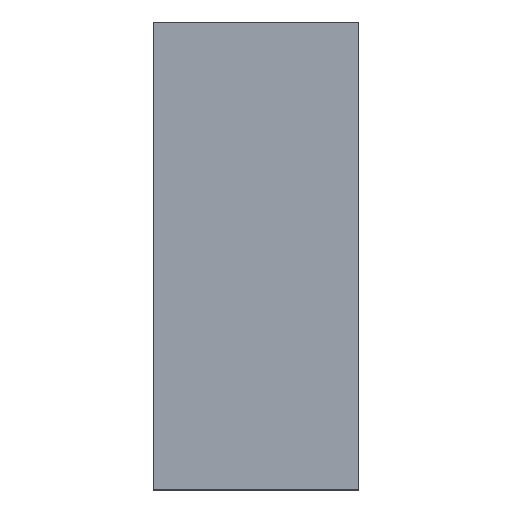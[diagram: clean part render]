
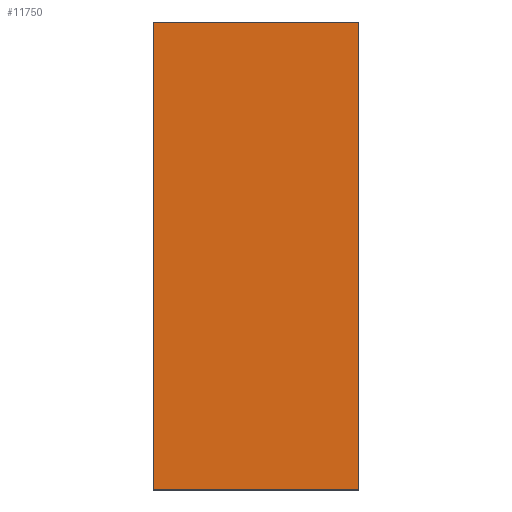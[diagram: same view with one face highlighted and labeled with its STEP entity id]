
A CAD part, top view. The second image highlights one B-rep face of the part: STEP entity #11750.
In plain terms, the highlighted planar face has unit normal (0, 0, 1).
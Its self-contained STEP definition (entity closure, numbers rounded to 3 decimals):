
#878=PLANE('',#13542);
#1540=FACE_OUTER_BOUND('',#2367,.T.);
#2367=EDGE_LOOP('',(#10553,#10554,#10555,#10556));
#3906=LINE('',#21394,#4684);
#3908=LINE('',#21398,#4686);
#3910=LINE('',#21402,#4688);
#3912=LINE('',#21405,#4690);
#4684=VECTOR('',#17092,10.);
#4686=VECTOR('',#17096,10.);
#4688=VECTOR('',#17100,10.);
#4690=VECTOR('',#17104,10.);
#5718=VERTEX_POINT('',#21391);
#5719=VERTEX_POINT('',#21393);
#5720=VERTEX_POINT('',#21397);
#5721=VERTEX_POINT('',#21401);
#7340=EDGE_CURVE('',#5719,#5718,#3906,.T.);
#7342=EDGE_CURVE('',#5720,#5719,#3908,.T.);
#7344=EDGE_CURVE('',#5721,#5720,#3910,.T.);
#7346=EDGE_CURVE('',#5718,#5721,#3912,.T.);
#10553=ORIENTED_EDGE('',*,*,#7346,.T.);
#10554=ORIENTED_EDGE('',*,*,#7344,.T.);
#10555=ORIENTED_EDGE('',*,*,#7342,.T.);
#10556=ORIENTED_EDGE('',*,*,#7340,.T.);
#11750=ADVANCED_FACE('',(#1540),#878,.T.);
#13542=AXIS2_PLACEMENT_3D('',#21406,#17105,#17106);
#17092=DIRECTION('',(1.,0.,0.));
#17096=DIRECTION('',(0.,-1.,0.));
#17100=DIRECTION('',(-1.,0.,0.));
#17104=DIRECTION('',(0.,1.,0.));
#17105=DIRECTION('center_axis',(0.,0.,1.));
#17106=DIRECTION('ref_axis',(1.,0.,0.));
#21391=CARTESIAN_POINT('',(465.,-1057.5,1.5));
#21393=CARTESIAN_POINT('',(-465.,-1057.5,1.5));
#21394=CARTESIAN_POINT('',(-465.,-1057.5,1.5));
#21397=CARTESIAN_POINT('',(-465.,1057.5,1.5));
#21398=CARTESIAN_POINT('',(-465.,1057.5,1.5));
#21401=CARTESIAN_POINT('',(465.,1057.5,1.5));
#21402=CARTESIAN_POINT('',(465.,1057.5,1.5));
#21405=CARTESIAN_POINT('',(465.,-1057.5,1.5));
#21406=CARTESIAN_POINT('Origin',(0.,0.,1.5));
